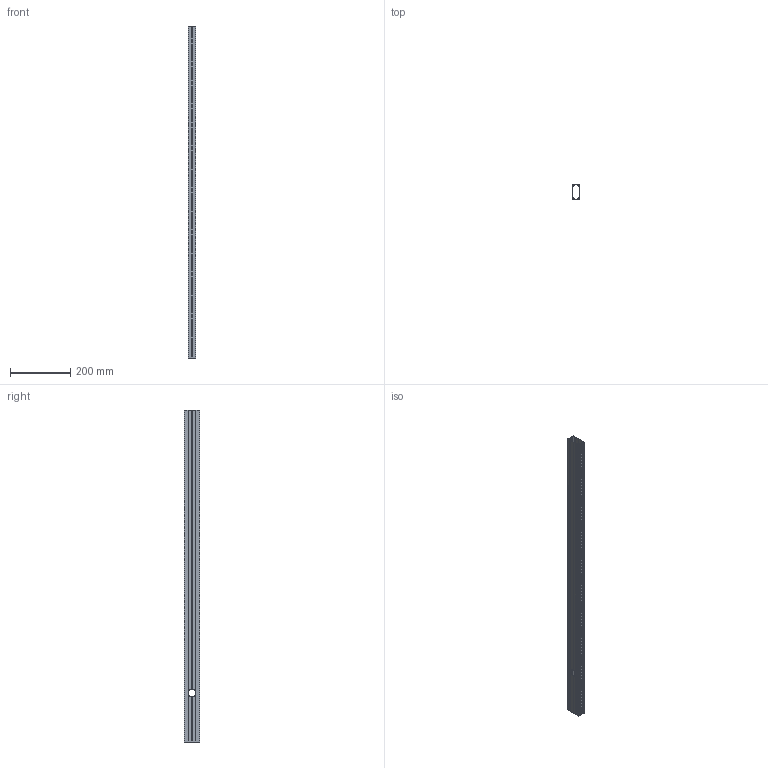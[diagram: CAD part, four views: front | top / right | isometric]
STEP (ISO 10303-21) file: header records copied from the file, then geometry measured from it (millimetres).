
FILE_DESCRIPTION(/* description */ (''),/* implementation_level */ '2;1');
FILE_NAME(/* name */ 'PulleySupportLong.step',/* time_stamp */ '2023-01-17T19:08:01-08:00',/* author */ (''),/* organization */ (''),/* preprocessor_version */ 'ST-DEVELOPER v19.2',/* originating_system */ 'Autodesk Translation Framework v11.17.0.187',/* authorisation */ '');
FILE_SCHEMA (('AUTOMOTIVE_DESIGN { 1 0 10303 214 3 1 1 }'));
Length unit declared in the file: inch
Products named in the file (1): Thin
Bounding box: 25.4 x 50.8 x 1104.18 mm (x, y, z)
Volume: 207433.6 mm3; surface area: 396056.5 mm2
Topology: 1 solids, 1 shells, 601 faces, 2150 edges, 1376 vertices
Faces by surface type: plane 405, cylinder 196
Full cylindrical faces by diameter (mm): 5 x172, 25.401 x2
Entity records: 24308 total; most frequent: DIRECTION 4636, ORIENTED_EDGE 4300, CARTESIAN_POINT 4128, EDGE_CURVE 2150, AXIS2_PLACEMENT_3D 1884, VERTEX_POINT 1376, CIRCLE 1264, LINE 868
